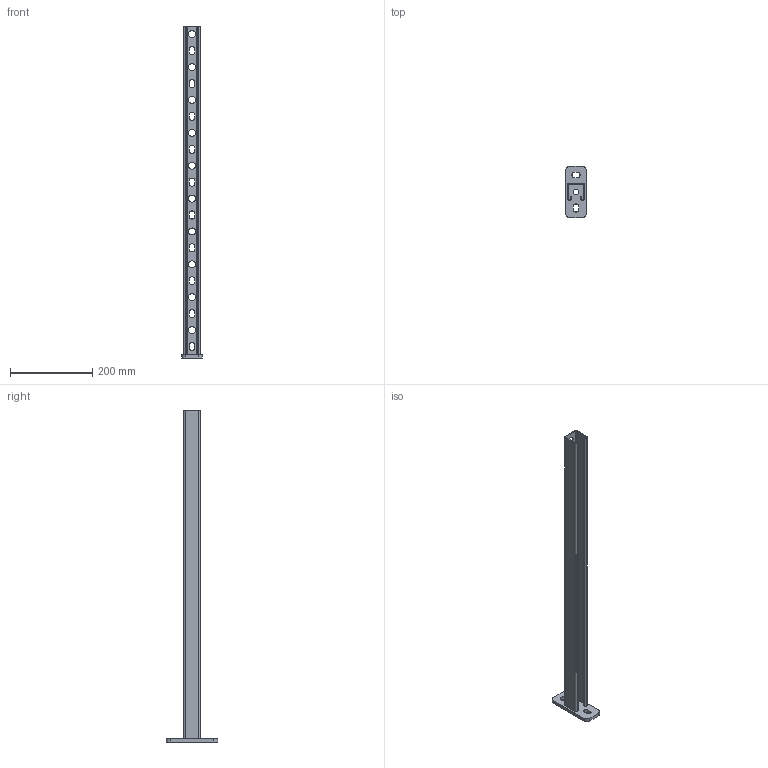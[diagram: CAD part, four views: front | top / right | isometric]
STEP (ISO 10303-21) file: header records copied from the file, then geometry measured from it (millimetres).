
FILE_DESCRIPTION(('STEP AP214'),'1');
FILE_NAME('cctmp_CE1DED0F-2569-48DC-8897-A6DC8381CEB0_2023_03_02_12_33_14_0476..stp','2023-03-02T11:33:14',('MÜPRO Services GmbH'),('CADClick - www.CADClick.com'),'Spatial InterOp 3D',' ','unknown authorization');
FILE_SCHEMA(('AUTOMOTIVE_DESIGN'));
Length unit declared in the file: millimetre
Products named in the file (3): cc_unnamed; 154223_1; 154223
Assembly tree (2 placements, depth 2):
  cc_unnamed
    154223_1
    154223
Bounding box: 50 x 125 x 808 mm (x, y, z)
Volume: 256198.8 mm3; surface area: 232648.7 mm2
Topology: 2 solids, 2 shells, 134 faces, 390 edges, 260 vertices
Faces by surface type: cylinder 86, plane 48
Entity records: 5750 total; most frequent: DIRECTION 836, CARTESIAN_POINT 787, ORIENTED_EDGE 780, EDGE_CURVE 390, AXIS2_PLACEMENT_3D 309, VERTEX_POINT 260, LINE 218, VECTOR 218
